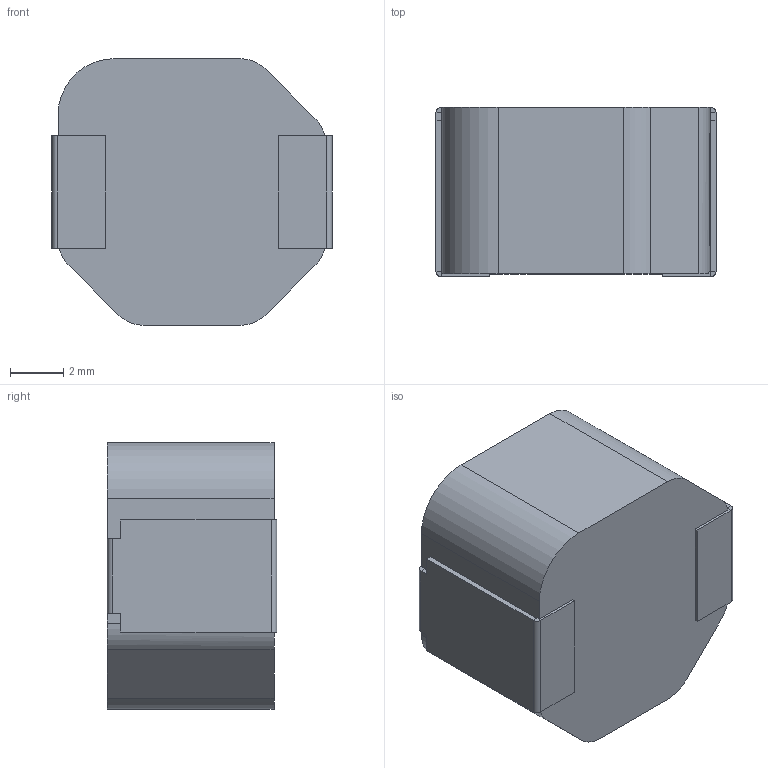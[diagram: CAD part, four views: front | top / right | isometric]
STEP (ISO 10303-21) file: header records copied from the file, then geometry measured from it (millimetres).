
FILE_DESCRIPTION (( 'STEP AP214' ), '1' );
FILE_NAME ('spm10065vt.step', '2021-10-28T05:10:59', ( '' ), ( '' ), 'SwSTEP 2.0', 'SolidWorks 2020', '' );
FILE_SCHEMA (( 'AUTOMOTIVE_DESIGN' ));
Length unit declared in the file: millimetre
Products named in the file (4): spm10065vt; Mold_10065; Terminal_10065; Glue_10065
Assembly tree (5 placements, depth 2):
  spm10065vt
    Mold_10065
    Terminal_10065  x2
    Glue_10065  x2
Bounding box: 10.5 x 6.35 x 10 mm (x, y, z)
Volume: 567 mm3; surface area: 625.5 mm2
Topology: 5 solids, 5 shells, 92 faces, 214 edges, 132 vertices
Faces by surface type: plane 81, cylinder 11
Entity records: 1959 total; most frequent: CARTESIAN_POINT 318, DIRECTION 313, ORIENTED_EDGE 304, EDGE_CURVE 152, VECTOR 131, LINE 131, VERTEX_POINT 96, AXIS2_PLACEMENT_3D 91
